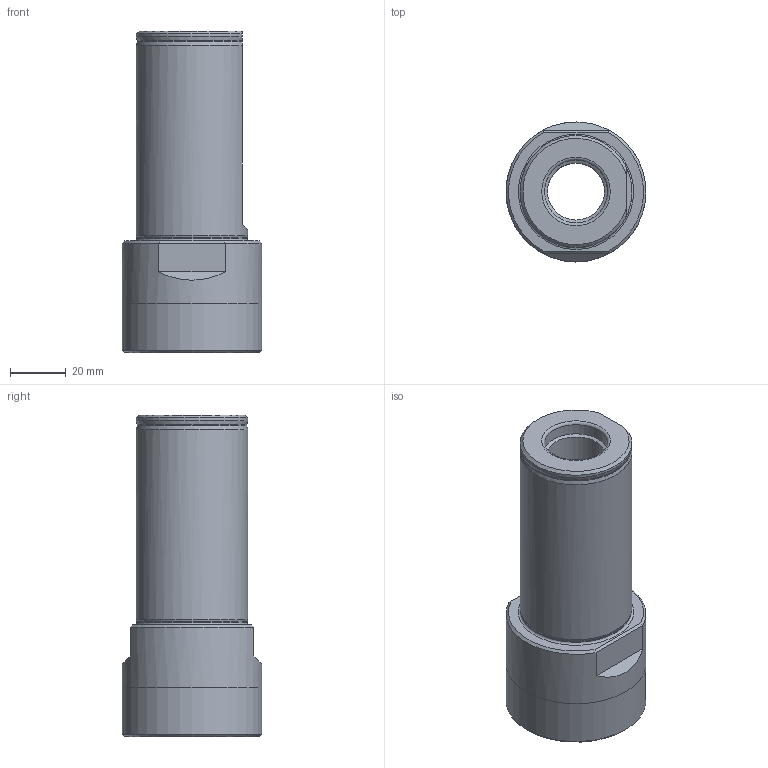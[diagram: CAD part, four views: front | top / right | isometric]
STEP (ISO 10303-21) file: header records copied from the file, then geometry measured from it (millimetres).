
FILE_DESCRIPTION(/* description */ (''),/* implementation_level */ '2;1');
FILE_NAME(/* name */ '264014052.stp',/* time_stamp */ '2021-01-19T15:46:44',/* author */ ('LRA'),/* organization */ ('REGO-FIX'),/* preprocessor_version */ ' Unknown',/* originating_system */ 'SIEMENS PLM Software Solid Edge ST10',/* authorization */ 'Unknown');
FILE_SCHEMA (('AUTOMOTIVE_DESIGN { 1 0 10303 214 2 1 1}'));
Length unit declared in the file: millimetre
Products named in the file (1): NOCUT
Bounding box: 50 x 50 x 115 mm (x, y, z)
Volume: 107378.8 mm3; surface area: 27015.3 mm2
Topology: 1 solids, 1 shells, 33 faces, 80 edges, 50 vertices
Faces by surface type: plane 11, cone 10, cylinder 8, torus 4
Full cylindrical faces by diameter (mm): 20.376 x1, 22.5 x1, 30.5 x1, 39.6 x1, 40 x1, 50 x2
Entity records: 1142 total; most frequent: CARTESIAN_POINT 192, DIRECTION 148, ORIENTED_EDGE 122, AXIS2_PLACEMENT_3D 66, EDGE_CURVE 61, EDGE_LOOP 51, FACE_BOUND 51, VERTEX_POINT 46
